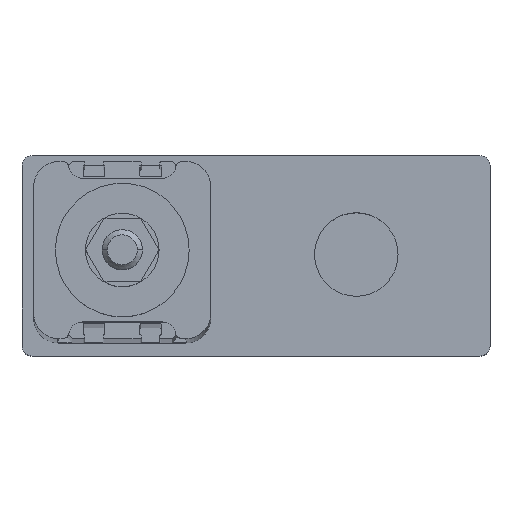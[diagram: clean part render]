
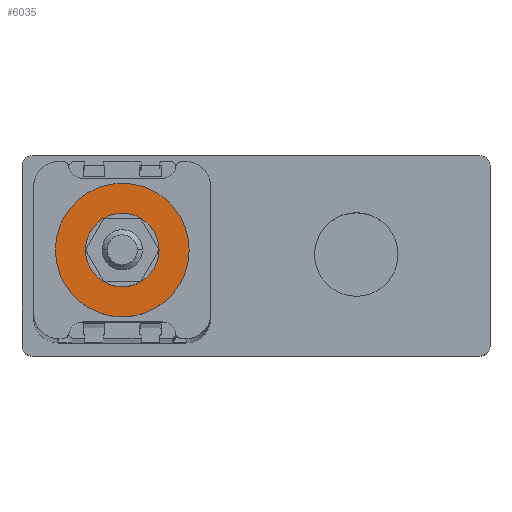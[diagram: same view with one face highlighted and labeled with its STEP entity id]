
A CAD part, top view. The second image highlights one B-rep face of the part: STEP entity #6035.
In plain terms, the highlighted planar face has unit normal (0, 0, 1).
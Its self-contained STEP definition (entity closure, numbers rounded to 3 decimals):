
#141 = CARTESIAN_POINT ( 'NONE',  ( 0., 0., 740. ) ) ;
#194 = AXIS2_PLACEMENT_3D ( 'NONE', #141, #3736, #664 ) ;
#242 = ORIENTED_EDGE ( 'NONE', *, *, #1889, .F. ) ;
#649 = CIRCLE ( 'NONE', #4175, 11. ) ;
#664 = DIRECTION ( 'NONE',  ( 1., 0., 0. ) ) ;
#671 = DIRECTION ( 'NONE',  ( 0., 0., 1. ) ) ;
#696 = CARTESIAN_POINT ( 'NONE',  ( 0., 0., 740. ) ) ;
#735 = VERTEX_POINT ( 'NONE', #2709 ) ;
#987 = ORIENTED_EDGE ( 'NONE', *, *, #6075, .T. ) ;
#1136 = EDGE_LOOP ( 'NONE', ( #5714, #242 ) ) ;
#1161 = PLANE ( 'NONE',  #3905 ) ;
#1231 = DIRECTION ( 'NONE',  ( 1., 0., 0. ) ) ;
#1631 = CARTESIAN_POINT ( 'NONE',  ( 0., 0., 740. ) ) ;
#1668 = DIRECTION ( 'NONE',  ( 0., 0., 1. ) ) ;
#1679 = VERTEX_POINT ( 'NONE', #1875 ) ;
#1875 = CARTESIAN_POINT ( 'NONE',  ( -11., 0., 740. ) ) ;
#1889 = EDGE_CURVE ( 'NONE', #4991, #1679, #3257, .T. ) ;
#2694 = AXIS2_PLACEMENT_3D ( 'NONE', #5945, #2808, #6465 ) ;
#2709 = CARTESIAN_POINT ( 'NONE',  ( -20., 0., 740. ) ) ;
#2808 = DIRECTION ( 'NONE',  ( 0., 0., 1. ) ) ;
#2836 = CARTESIAN_POINT ( 'NONE',  ( 11., 0., 740. ) ) ;
#2980 = CIRCLE ( 'NONE', #6366, 20. ) ;
#3008 = CIRCLE ( 'NONE', #194, 20. ) ;
#3257 = CIRCLE ( 'NONE', #2694, 11. ) ;
#3553 = EDGE_CURVE ( 'NONE', #735, #6709, #3008, .T. ) ;
#3736 = DIRECTION ( 'NONE',  ( 0., 0., 1. ) ) ;
#3747 = CARTESIAN_POINT ( 'NONE',  ( 0., 0., 740. ) ) ;
#3905 = AXIS2_PLACEMENT_3D ( 'NONE', #1631, #1668, #5320 ) ;
#4175 = AXIS2_PLACEMENT_3D ( 'NONE', #3747, #671, #4289 ) ;
#4289 = DIRECTION ( 'NONE',  ( 1., 0., 0. ) ) ;
#4316 = DIRECTION ( 'NONE',  ( 0., 0., 1. ) ) ;
#4709 = FACE_OUTER_BOUND ( 'NONE', #6446, .T. ) ;
#4991 = VERTEX_POINT ( 'NONE', #2836 ) ;
#5320 = DIRECTION ( 'NONE',  ( 1., 0., 0. ) ) ;
#5331 = ORIENTED_EDGE ( 'NONE', *, *, #3553, .T. ) ;
#5600 = EDGE_CURVE ( 'NONE', #1679, #4991, #649, .T. ) ;
#5714 = ORIENTED_EDGE ( 'NONE', *, *, #5600, .F. ) ;
#5945 = CARTESIAN_POINT ( 'NONE',  ( 0., 0., 740. ) ) ;
#6035 = ADVANCED_FACE ( 'NONE', ( #6095, #4709 ), #1161, .T. ) ;
#6075 = EDGE_CURVE ( 'NONE', #6709, #735, #2980, .T. ) ;
#6095 = FACE_BOUND ( 'NONE', #1136, .T. ) ;
#6366 = AXIS2_PLACEMENT_3D ( 'NONE', #696, #4316, #1231 ) ;
#6446 = EDGE_LOOP ( 'NONE', ( #5331, #987 ) ) ;
#6465 = DIRECTION ( 'NONE',  ( 1., 0., 0. ) ) ;
#6698 = CARTESIAN_POINT ( 'NONE',  ( 20., 0., 740. ) ) ;
#6709 = VERTEX_POINT ( 'NONE', #6698 ) ;
